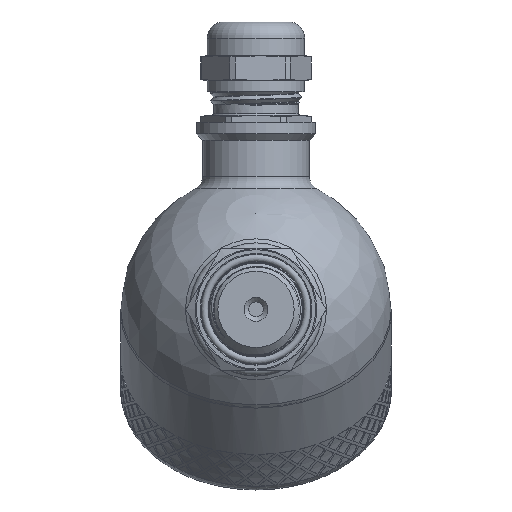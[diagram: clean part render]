
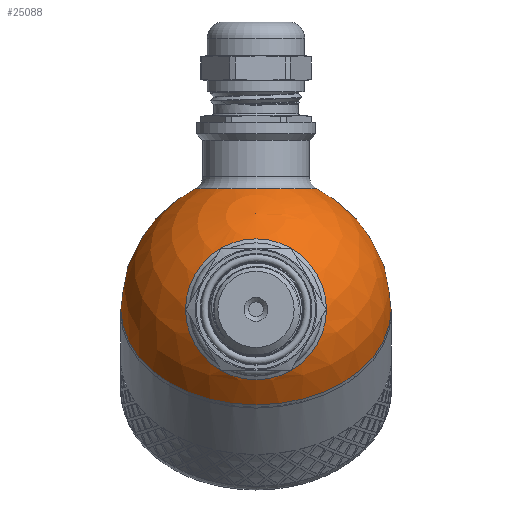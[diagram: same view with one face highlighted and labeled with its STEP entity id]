
A CAD part, left-side view. The second image highlights one B-rep face of the part: STEP entity #25088.
In plain terms, the highlighted spherical face has radius 30 mm.
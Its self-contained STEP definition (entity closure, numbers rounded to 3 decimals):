
#136=SPHERICAL_SURFACE('',#26684,30.);
#211=FACE_BOUND('',#3757,.T.);
#212=FACE_BOUND('',#3758,.T.);
#2108=FACE_OUTER_BOUND('',#3756,.T.);
#3756=EDGE_LOOP('',(#18171,#18172,#18173,#18174));
#3757=EDGE_LOOP('',(#18175));
#3758=EDGE_LOOP('',(#18176));
#5278=CIRCLE('',#26606,30.);
#5279=CIRCLE('',#26607,30.);
#5306=CIRCLE('',#26680,13.5);
#5309=CIRCLE('',#26685,30.);
#5310=CIRCLE('',#26686,15.643);
#9758=VERTEX_POINT('',#34552);
#9759=VERTEX_POINT('',#34554);
#10258=VERTEX_POINT('',#40941);
#10260=VERTEX_POINT('',#40948);
#10261=VERTEX_POINT('',#40950);
#12463=EDGE_CURVE('',#9758,#9759,#5278,.T.);
#12464=EDGE_CURVE('',#9759,#9758,#5279,.T.);
#13215=EDGE_CURVE('',#10258,#10258,#5306,.T.);
#13218=EDGE_CURVE('',#9759,#10260,#5309,.T.);
#13219=EDGE_CURVE('',#10261,#10261,#5310,.T.);
#18171=ORIENTED_EDGE('',*,*,#12464,.F.);
#18172=ORIENTED_EDGE('',*,*,#13218,.T.);
#18173=ORIENTED_EDGE('',*,*,#13218,.F.);
#18174=ORIENTED_EDGE('',*,*,#12463,.F.);
#18175=ORIENTED_EDGE('',*,*,#13219,.F.);
#18176=ORIENTED_EDGE('',*,*,#13215,.F.);
#25088=ADVANCED_FACE('',(#2108,#211,#212),#136,.T.);
#26606=AXIS2_PLACEMENT_3D('',#34555,#28030,#28031);
#26607=AXIS2_PLACEMENT_3D('',#34556,#28032,#28033);
#26680=AXIS2_PLACEMENT_3D('',#40942,#28442,#28443);
#26684=AXIS2_PLACEMENT_3D('',#40947,#28450,#28451);
#26685=AXIS2_PLACEMENT_3D('',#40949,#28452,#28453);
#26686=AXIS2_PLACEMENT_3D('',#40951,#28454,#28455);
#28030=DIRECTION('center_axis',(1.,0.,0.));
#28031=DIRECTION('ref_axis',(0.,1.,0.));
#28032=DIRECTION('center_axis',(1.,0.,0.));
#28033=DIRECTION('ref_axis',(0.,1.,0.));
#28442=DIRECTION('center_axis',(-0.707,0.,-0.707));
#28443=DIRECTION('ref_axis',(-0.707,0.,0.707));
#28450=DIRECTION('center_axis',(1.,0.,0.));
#28451=DIRECTION('ref_axis',(0.,-1.,0.));
#28452=DIRECTION('center_axis',(0.,0.,1.));
#28453=DIRECTION('ref_axis',(0.,1.,0.));
#28454=DIRECTION('center_axis',(-0.707,0.,0.707));
#28455=DIRECTION('ref_axis',(0.707,0.,0.707));
#34552=CARTESIAN_POINT('',(0.,-30.,0.));
#34554=CARTESIAN_POINT('',(0.,30.,0.));
#34555=CARTESIAN_POINT('Origin',(0.,0.,0.));
#34556=CARTESIAN_POINT('Origin',(0.,0.,0.));
#40941=CARTESIAN_POINT('',(-9.398,0.,-28.49));
#40942=CARTESIAN_POINT('Origin',(-18.944,0.,-18.944));
#40947=CARTESIAN_POINT('Origin',(0.,0.,0.));
#40948=CARTESIAN_POINT('',(-30.,0.,0.));
#40949=CARTESIAN_POINT('Origin',(0.,0.,0.));
#40950=CARTESIAN_POINT('',(-29.162,0.,7.04));
#40951=CARTESIAN_POINT('Origin',(-18.101,0.,18.101));
